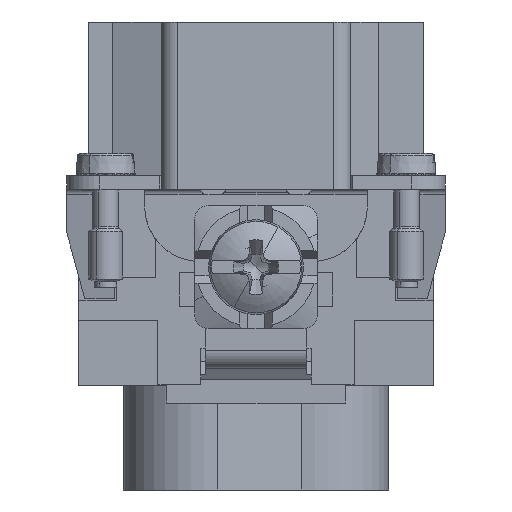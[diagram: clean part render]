
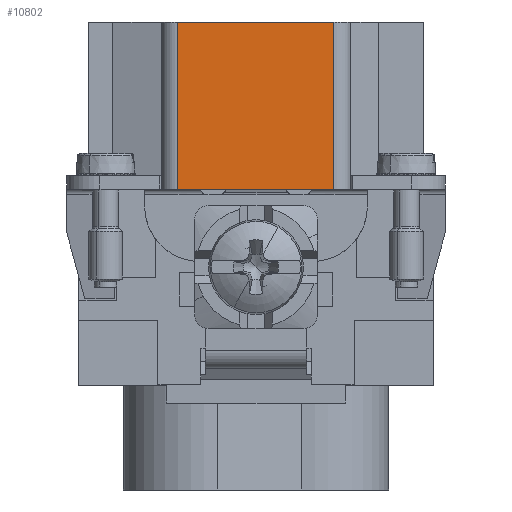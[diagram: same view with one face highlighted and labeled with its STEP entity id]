
A CAD part, front view. The second image highlights one B-rep face of the part: STEP entity #10802.
In plain terms, the highlighted planar face has unit normal (0, -1, 0).
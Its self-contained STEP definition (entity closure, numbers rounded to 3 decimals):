
#10782=AXIS2_PLACEMENT_3D('Plane Axis2P3D',#10779,#10780,#10781) ;
#2588=CARTESIAN_POINT('Vertex',(10.,1.2,42.)) ;
#2591=CARTESIAN_POINT('Line Origine',(17.,1.2,42.)) ;
#2595=CARTESIAN_POINT('Vertex',(24.,1.2,42.)) ;
#10764=CARTESIAN_POINT('Vertex',(10.,1.2,27.)) ;
#10767=CARTESIAN_POINT('Line Origine',(10.,1.2,34.5)) ;
#10779=CARTESIAN_POINT('Axis2P3D Location',(24.,1.2,26.8)) ;
#10784=CARTESIAN_POINT('Line Origine',(17.,1.2,27.)) ;
#10788=CARTESIAN_POINT('Vertex',(24.,1.2,27.)) ;
#10791=CARTESIAN_POINT('Line Origine',(24.,1.2,34.5)) ;
#2592=DIRECTION('Vector Direction',(-1.,0.,0.)) ;
#10768=DIRECTION('Vector Direction',(0.,0.,-1.)) ;
#10780=DIRECTION('Axis2P3D Direction',(0.,1.,0.)) ;
#10781=DIRECTION('Axis2P3D XDirection',(-1.,0.,0.)) ;
#10785=DIRECTION('Vector Direction',(-1.,0.,0.)) ;
#10792=DIRECTION('Vector Direction',(0.,0.,1.)) ;
#2593=VECTOR('Line Direction',#2592,1.) ;
#10769=VECTOR('Line Direction',#10768,1.) ;
#10786=VECTOR('Line Direction',#10785,1.) ;
#10793=VECTOR('Line Direction',#10792,1.) ;
#10797=ORIENTED_EDGE('',*,*,#2597,.T.) ;
#10798=ORIENTED_EDGE('',*,*,#10771,.F.) ;
#10799=ORIENTED_EDGE('',*,*,#10790,.F.) ;
#10800=ORIENTED_EDGE('',*,*,#10795,.T.) ;
#10802=ADVANCED_FACE('Hauptk\X2\00F6\X0\rper',(#10801),#10783,.F.) ;
#2597=EDGE_CURVE('',#2596,#2589,#2594,.T.) ;
#10771=EDGE_CURVE('',#10765,#2589,#10770,.F.) ;
#10790=EDGE_CURVE('',#10789,#10765,#10787,.T.) ;
#10795=EDGE_CURVE('',#10789,#2596,#10794,.T.) ;
#10796=EDGE_LOOP('',(#10797,#10798,#10799,#10800)) ;
#10801=FACE_OUTER_BOUND('',#10796,.T.) ;
#2594=LINE('Line',#2591,#2593) ;
#10770=LINE('Line',#10767,#10769) ;
#10787=LINE('Line',#10784,#10786) ;
#10794=LINE('Line',#10791,#10793) ;
#10783=PLANE('',#10782) ;
#2589=VERTEX_POINT('',#2588) ;
#2596=VERTEX_POINT('',#2595) ;
#10765=VERTEX_POINT('',#10764) ;
#10789=VERTEX_POINT('',#10788) ;
